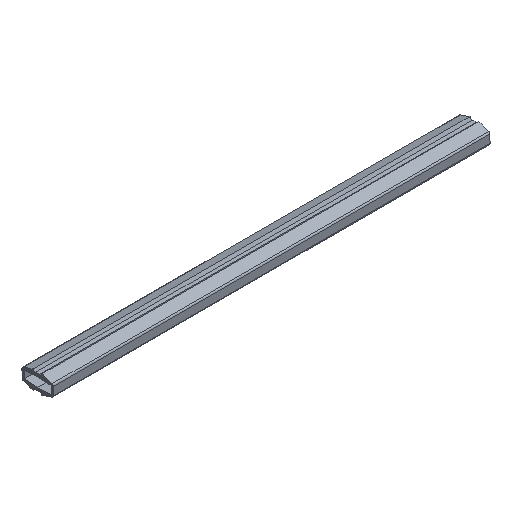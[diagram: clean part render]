
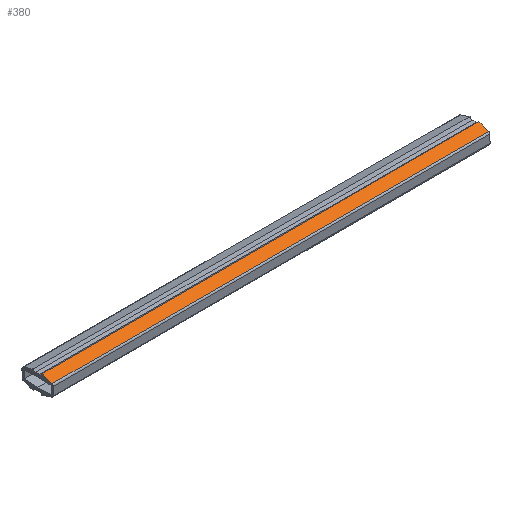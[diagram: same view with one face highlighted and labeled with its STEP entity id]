
A CAD part, isometric view. The second image highlights one B-rep face of the part: STEP entity #380.
In plain terms, the highlighted planar face has unit normal (0, -0.342, 0.94).
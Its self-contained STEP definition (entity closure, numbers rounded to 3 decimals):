
#55 = CARTESIAN_POINT ( 'NONE',  ( 250., -2.536, 5.349 ) ) ;
#62 = CARTESIAN_POINT ( 'NONE',  ( 250., -8.242, 3.272 ) ) ;
#88 = VECTOR ( 'NONE', #566, 1000. ) ;
#171 = VECTOR ( 'NONE', #564, 1000. ) ;
#172 = DIRECTION ( 'NONE',  ( -1., 0., 0. ) ) ;
#260 = CARTESIAN_POINT ( 'NONE',  ( 0., -2.536, 5.349 ) ) ;
#274 = AXIS2_PLACEMENT_3D ( 'NONE', #934, #529, #610 ) ;
#276 = LINE ( 'NONE', #55, #88 ) ;
#313 = DIRECTION ( 'NONE',  ( 1., 0., 0. ) ) ;
#364 = VERTEX_POINT ( 'NONE', #458 ) ;
#371 = VERTEX_POINT ( 'NONE', #855 ) ;
#380 = ADVANCED_FACE ( 'NONE', ( #583 ), #950, .T. ) ;
#381 = LINE ( 'NONE', #260, #619 ) ;
#452 = CARTESIAN_POINT ( 'NONE',  ( 0., -8.242, 3.272 ) ) ;
#458 = CARTESIAN_POINT ( 'NONE',  ( 0., -2.536, 5.349 ) ) ;
#529 = DIRECTION ( 'NONE',  ( 0., -0.342, 0.94 ) ) ;
#551 = ORIENTED_EDGE ( 'NONE', *, *, #948, .T. ) ;
#564 = DIRECTION ( 'NONE',  ( 0., -0.94, -0.342 ) ) ;
#566 = DIRECTION ( 'NONE',  ( 0., -0.94, -0.342 ) ) ;
#582 = LINE ( 'NONE', #452, #647 ) ;
#583 = FACE_OUTER_BOUND ( 'NONE', #755, .T. ) ;
#604 = EDGE_CURVE ( 'NONE', #680, #639, #276, .T. ) ;
#610 = DIRECTION ( 'NONE',  ( 0., -0.94, -0.342 ) ) ;
#619 = VECTOR ( 'NONE', #172, 1000. ) ;
#639 = VERTEX_POINT ( 'NONE', #62 ) ;
#647 = VECTOR ( 'NONE', #313, 1000. ) ;
#680 = VERTEX_POINT ( 'NONE', #909 ) ;
#683 = EDGE_CURVE ( 'NONE', #680, #364, #381, .T. ) ;
#702 = ORIENTED_EDGE ( 'NONE', *, *, #1060, .T. ) ;
#755 = EDGE_LOOP ( 'NONE', ( #702, #551, #1057, #759 ) ) ;
#759 = ORIENTED_EDGE ( 'NONE', *, *, #683, .T. ) ;
#800 = CARTESIAN_POINT ( 'NONE',  ( 0., -2.536, 5.349 ) ) ;
#855 = CARTESIAN_POINT ( 'NONE',  ( 0., -8.242, 3.272 ) ) ;
#877 = LINE ( 'NONE', #800, #171 ) ;
#909 = CARTESIAN_POINT ( 'NONE',  ( 250., -2.536, 5.349 ) ) ;
#934 = CARTESIAN_POINT ( 'NONE',  ( 0., -8.242, 3.272 ) ) ;
#948 = EDGE_CURVE ( 'NONE', #371, #639, #582, .T. ) ;
#950 = PLANE ( 'NONE',  #274 ) ;
#1057 = ORIENTED_EDGE ( 'NONE', *, *, #604, .F. ) ;
#1060 = EDGE_CURVE ( 'NONE', #364, #371, #877, .T. ) ;
